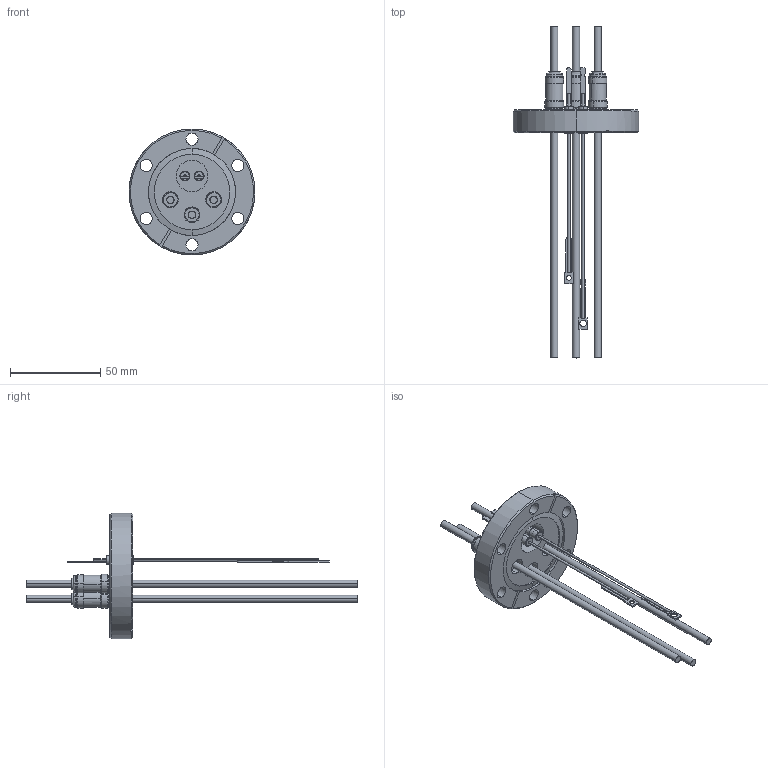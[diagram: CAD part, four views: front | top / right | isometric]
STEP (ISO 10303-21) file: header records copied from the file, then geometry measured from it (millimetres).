
FILE_DESCRIPTION (( 'STEP AP203' ), '1' );
FILE_NAME ('A0453-2-CF.STEP', '2011-11-10T14:01:32', ( '' ), ( '' ), 'SwSTEP 2.0', 'SolidWorks 2011', '' );
FILE_SCHEMA (( 'CONFIG_CONTROL_DESIGN' ));
Length unit declared in the file: inch
Products named in the file (1): A0453-2-CF
Bounding box: 69.85 x 184.15 x 69.85 mm (x, y, z)
Volume: 51391.9 mm3; surface area: 27588.9 mm2
Topology: 1 solids, 1 shells, 350 faces, 796 edges, 497 vertices
Faces by surface type: cylinder 162, plane 99, cone 55, torus 30, bspline 4
Entity records: 10094 total; most frequent: DIRECTION 1933, CARTESIAN_POINT 1734, ORIENTED_EDGE 1592, AXIS2_PLACEMENT_3D 800, EDGE_CURVE 796, VERTEX_POINT 497, CIRCLE 453, EDGE_LOOP 419
